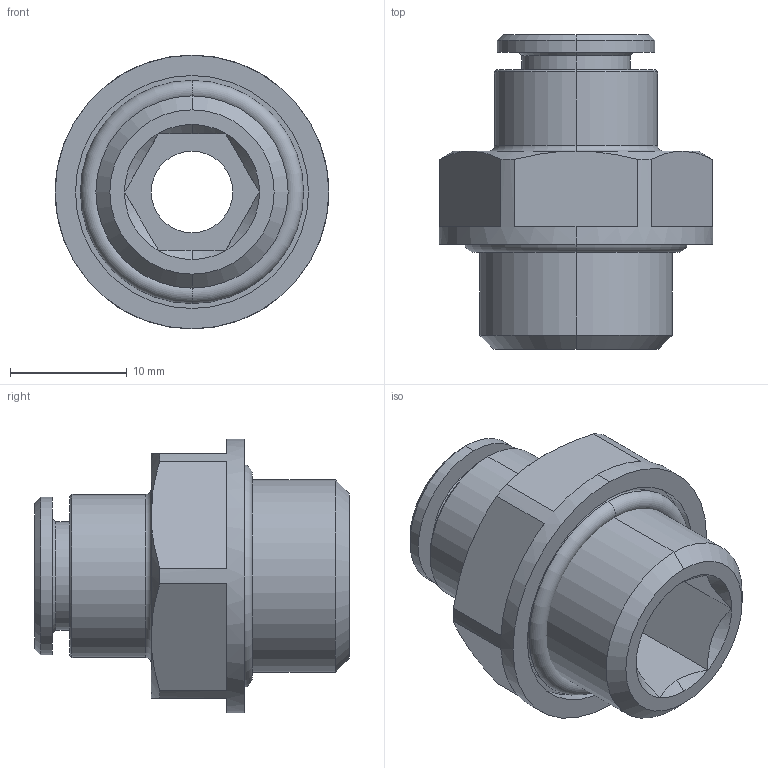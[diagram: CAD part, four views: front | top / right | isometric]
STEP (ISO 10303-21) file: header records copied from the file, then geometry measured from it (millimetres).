
FILE_DESCRIPTION (( 'STEP AP203' ), '1' );
FILE_NAME ('B0020043.STEP', '2011-03-16T13:53:57', ( '' ), ( 'sopra-pneumatic' ), 'SwSTEP 2.0', 'SolidWorks 2009', '' );
FILE_SCHEMA (( 'CONFIG_CONTROL_DESIGN' ));
Length unit declared in the file: millimetre
Products named in the file (1): B0020043
Bounding box: 23.5 x 27 x 23.5 mm (x, y, z)
Volume: 4713.4 mm3; surface area: 3492.2 mm2
Topology: 2 solids, 2 shells, 67 faces, 154 edges, 96 vertices
Faces by surface type: plane 27, cone 18, cylinder 16, torus 6
Entity records: 2095 total; most frequent: CARTESIAN_POINT 466, DIRECTION 346, ORIENTED_EDGE 308, EDGE_CURVE 154, AXIS2_PLACEMENT_3D 144, VERTEX_POINT 96, CIRCLE 76, EDGE_LOOP 76
